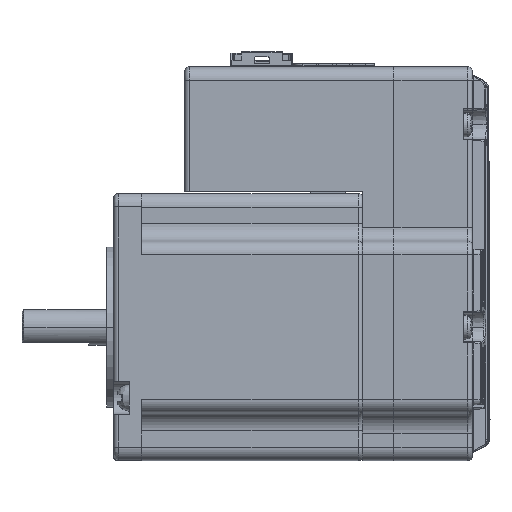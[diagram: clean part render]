
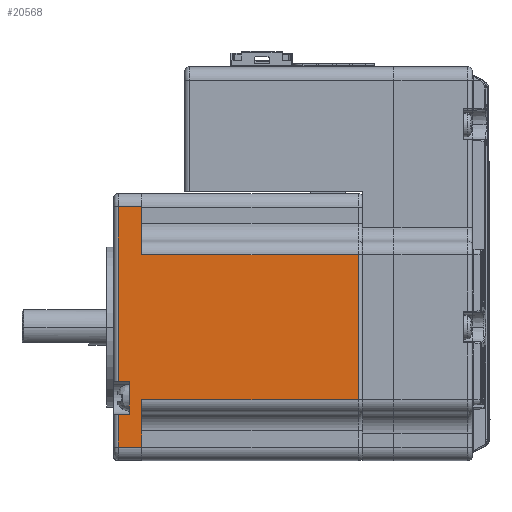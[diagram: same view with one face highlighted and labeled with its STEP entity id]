
A CAD part, top view. The second image highlights one B-rep face of the part: STEP entity #20568.
In plain terms, the highlighted face is planar.
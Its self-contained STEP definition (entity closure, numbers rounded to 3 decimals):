
#2807 = CARTESIAN_POINT ( 'NONE',  ( 92.176, 112.692, -205.7 ) ) ;
#3549 = CARTESIAN_POINT ( 'NONE',  ( 92.176, 97.892, -211. ) ) ;
#8148 = VERTEX_POINT ( 'NONE', #56544 ) ;
#8993 = DIRECTION ( 'NONE',  ( 0., 1., 0. ) ) ;
#10158 = EDGE_CURVE ( 'NONE', #52869, #38988, #26521, .T. ) ;
#10434 = EDGE_CURVE ( 'NONE', #18739, #70911, #69313, .T. ) ;
#12086 = LINE ( 'NONE', #39277, #64298 ) ;
#12784 = CARTESIAN_POINT ( 'NONE',  ( 92.176, 55.692, -212. ) ) ;
#13810 = LINE ( 'NONE', #84745, #90623 ) ;
#16819 = LINE ( 'NONE', #42379, #92162 ) ;
#17271 = DIRECTION ( 'NONE',  ( 0., 1., 0. ) ) ;
#18158 = DIRECTION ( 'NONE',  ( 0., 0., -1. ) ) ;
#18739 = VERTEX_POINT ( 'NONE', #104029 ) ;
#19851 = VECTOR ( 'NONE', #90388, 1000. ) ;
#20568 = ADVANCED_FACE ( 'NONE', ( #67412 ), #49791, .T. ) ;
#21292 = VECTOR ( 'NONE', #51888, 1000. ) ;
#22153 = DIRECTION ( 'NONE',  ( 0., 0., -1. ) ) ;
#22278 = CARTESIAN_POINT ( 'NONE',  ( 92.176, 58.692, -212. ) ) ;
#24939 = ORIENTED_EDGE ( 'NONE', *, *, #67536, .T. ) ;
#25473 = EDGE_CURVE ( 'NONE', #107414, #18739, #69575, .T. ) ;
#26521 = LINE ( 'NONE', #104374, #112093 ) ;
#27406 = CARTESIAN_POINT ( 'NONE',  ( 92.176, 55.692, -211. ) ) ;
#27625 = ORIENTED_EDGE ( 'NONE', *, *, #30925, .T. ) ;
#29112 = DIRECTION ( 'NONE',  ( 0., 0., -1. ) ) ;
#30925 = EDGE_CURVE ( 'NONE', #54318, #70004, #93292, .T. ) ;
#35096 = CARTESIAN_POINT ( 'NONE',  ( 92.176, 112.692, -211. ) ) ;
#35626 = ORIENTED_EDGE ( 'NONE', *, *, #25473, .T. ) ;
#35945 = CARTESIAN_POINT ( 'NONE',  ( 92.176, 101.992, -205.7 ) ) ;
#38714 = CARTESIAN_POINT ( 'NONE',  ( 92.176, 69.392, -157. ) ) ;
#38930 = VERTEX_POINT ( 'NONE', #2807 ) ;
#38988 = VERTEX_POINT ( 'NONE', #104975 ) ;
#39277 = CARTESIAN_POINT ( 'NONE',  ( 92.176, 101.992, -212. ) ) ;
#40830 = ORIENTED_EDGE ( 'NONE', *, *, #43985, .T. ) ;
#41045 = CARTESIAN_POINT ( 'NONE',  ( 92.176, 97.892, -208.5 ) ) ;
#42092 = VERTEX_POINT ( 'NONE', #35945 ) ;
#42379 = CARTESIAN_POINT ( 'NONE',  ( 92.176, 112.692, -212. ) ) ;
#42524 = VECTOR ( 'NONE', #17271, 1000. ) ;
#42840 = CARTESIAN_POINT ( 'NONE',  ( 92.176, 55.692, -205.7 ) ) ;
#43985 = EDGE_CURVE ( 'NONE', #70911, #52869, #80834, .T. ) ;
#45390 = ORIENTED_EDGE ( 'NONE', *, *, #10158, .T. ) ;
#45498 = CARTESIAN_POINT ( 'NONE',  ( 92.176, 69.392, -212. ) ) ;
#46704 = DIRECTION ( 'NONE',  ( 0., 0., 1. ) ) ;
#49199 = EDGE_CURVE ( 'NONE', #8148, #107414, #90873, .T. ) ;
#49791 = PLANE ( 'NONE',  #79155 ) ;
#50318 = DIRECTION ( 'NONE',  ( 0., 0., -1. ) ) ;
#51888 = DIRECTION ( 'NONE',  ( 0., -1., 0. ) ) ;
#52869 = VERTEX_POINT ( 'NONE', #41045 ) ;
#54318 = VERTEX_POINT ( 'NONE', #101810 ) ;
#54453 = ORIENTED_EDGE ( 'NONE', *, *, #81839, .T. ) ;
#56544 = CARTESIAN_POINT ( 'NONE',  ( 92.176, 69.392, -205.7 ) ) ;
#62193 = DIRECTION ( 'NONE',  ( 0., -1., 0. ) ) ;
#62436 = ORIENTED_EDGE ( 'NONE', *, *, #82231, .T. ) ;
#63806 = CARTESIAN_POINT ( 'NONE',  ( 92.176, 101.992, -157. ) ) ;
#64298 = VECTOR ( 'NONE', #29112, 1000. ) ;
#67412 = FACE_OUTER_BOUND ( 'NONE', #80195, .T. ) ;
#67536 = EDGE_CURVE ( 'NONE', #38930, #42092, #102619, .T. ) ;
#69069 = DIRECTION ( 'NONE',  ( 0., 0., 1. ) ) ;
#69313 = LINE ( 'NONE', #83157, #108380 ) ;
#69575 = LINE ( 'NONE', #22278, #98534 ) ;
#70004 = VERTEX_POINT ( 'NONE', #35096 ) ;
#70911 = VERTEX_POINT ( 'NONE', #3549 ) ;
#73449 = LINE ( 'NONE', #45498, #19851 ) ;
#74973 = CARTESIAN_POINT ( 'NONE',  ( 92.176, 97.892, -212. ) ) ;
#75052 = VECTOR ( 'NONE', #62193, 1000. ) ;
#77613 = DIRECTION ( 'NONE',  ( 1., 0., 0. ) ) ;
#78910 = VECTOR ( 'NONE', #18158, 1000. ) ;
#79155 = AXIS2_PLACEMENT_3D ( 'NONE', #12784, #77613, #22153 ) ;
#79512 = DIRECTION ( 'NONE',  ( 0., -1., 0. ) ) ;
#80195 = EDGE_LOOP ( 'NONE', ( #90129, #62436, #84631, #109291, #35626, #109408, #40830, #45390, #97085, #27625, #54453, #24939 ) ) ;
#80834 = LINE ( 'NONE', #74973, #89593 ) ;
#81839 = EDGE_CURVE ( 'NONE', #70004, #38930, #16819, .T. ) ;
#82231 = EDGE_CURVE ( 'NONE', #114247, #107622, #13810, .T. ) ;
#83157 = CARTESIAN_POINT ( 'NONE',  ( 92.176, 55.692, -211. ) ) ;
#83195 = LINE ( 'NONE', #119840, #78910 ) ;
#84631 = ORIENTED_EDGE ( 'NONE', *, *, #85978, .T. ) ;
#84745 = CARTESIAN_POINT ( 'NONE',  ( 92.176, 55.692, -157. ) ) ;
#85978 = EDGE_CURVE ( 'NONE', #107622, #8148, #73449, .T. ) ;
#88398 = EDGE_CURVE ( 'NONE', #38988, #54318, #83195, .T. ) ;
#88510 = DIRECTION ( 'NONE',  ( 0., 1., 0. ) ) ;
#89593 = VECTOR ( 'NONE', #46704, 1000. ) ;
#90129 = ORIENTED_EDGE ( 'NONE', *, *, #97745, .F. ) ;
#90388 = DIRECTION ( 'NONE',  ( 0., 0., -1. ) ) ;
#90623 = VECTOR ( 'NONE', #79512, 1000. ) ;
#90873 = LINE ( 'NONE', #117040, #21292 ) ;
#91297 = CARTESIAN_POINT ( 'NONE',  ( 92.176, 58.692, -205.7 ) ) ;
#92162 = VECTOR ( 'NONE', #69069, 1000. ) ;
#93292 = LINE ( 'NONE', #27406, #42524 ) ;
#97085 = ORIENTED_EDGE ( 'NONE', *, *, #88398, .T. ) ;
#97745 = EDGE_CURVE ( 'NONE', #114247, #42092, #12086, .T. ) ;
#98534 = VECTOR ( 'NONE', #50318, 1000. ) ;
#101810 = CARTESIAN_POINT ( 'NONE',  ( 92.176, 105.292, -211. ) ) ;
#102619 = LINE ( 'NONE', #42840, #75052 ) ;
#104029 = CARTESIAN_POINT ( 'NONE',  ( 92.176, 58.692, -211. ) ) ;
#104374 = CARTESIAN_POINT ( 'NONE',  ( 92.176, 55.692, -208.5 ) ) ;
#104975 = CARTESIAN_POINT ( 'NONE',  ( 92.176, 105.292, -208.5 ) ) ;
#107414 = VERTEX_POINT ( 'NONE', #91297 ) ;
#107622 = VERTEX_POINT ( 'NONE', #38714 ) ;
#108380 = VECTOR ( 'NONE', #8993, 1000. ) ;
#109291 = ORIENTED_EDGE ( 'NONE', *, *, #49199, .T. ) ;
#109408 = ORIENTED_EDGE ( 'NONE', *, *, #10434, .T. ) ;
#112093 = VECTOR ( 'NONE', #88510, 1000. ) ;
#114247 = VERTEX_POINT ( 'NONE', #63806 ) ;
#117040 = CARTESIAN_POINT ( 'NONE',  ( 92.176, 55.692, -205.7 ) ) ;
#119840 = CARTESIAN_POINT ( 'NONE',  ( 92.176, 105.292, -212. ) ) ;
